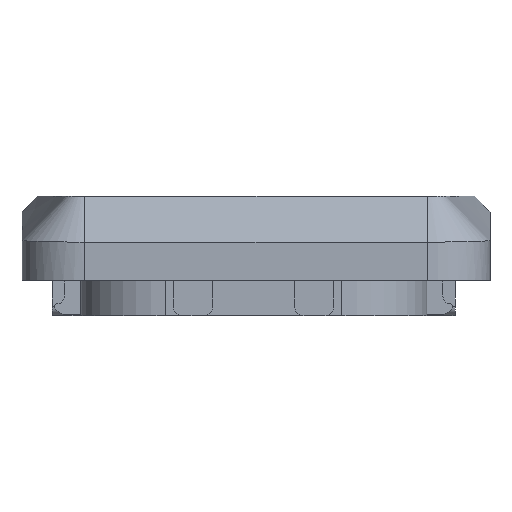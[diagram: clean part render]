
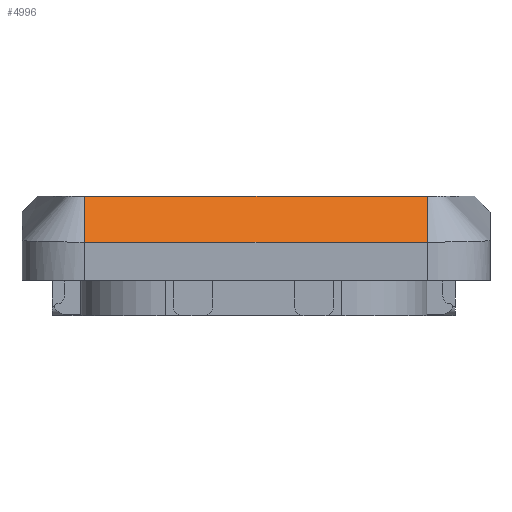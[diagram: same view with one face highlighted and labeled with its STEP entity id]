
A CAD part, front view. The second image highlights one B-rep face of the part: STEP entity #4996.
In plain terms, the highlighted cylindrical face has radius 1082.17 mm (diameter 2164.34 mm), a partial arc.
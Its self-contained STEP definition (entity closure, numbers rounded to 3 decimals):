
#41 = CARTESIAN_POINT ( 'NONE',  ( 1194.8, -64.469, -318.81 ) ) ;
#63 = CARTESIAN_POINT ( 'NONE',  ( 1194.8, -64.469, -318.81 ) ) ;
#107 = CARTESIAN_POINT ( 'NONE',  ( 1202.042, -64.469, -318.913 ) ) ;
#116 = EDGE_CURVE ( 'NONE', #2711, #2026, #6541, .T. ) ;
#125 = CARTESIAN_POINT ( 'NONE',  ( 1202.042, -61.443, -315.887 ) ) ;
#166 = B_SPLINE_CURVE_WITH_KNOTS ( 'NONE', 3,
 ( #63, #107, #3867, #1374 ),
 .UNSPECIFIED., .F., .F.,
 ( 4, 4 ),
 ( 0., 21.73 ),
 .UNSPECIFIED. ) ;
#977 = CARTESIAN_POINT ( 'NONE',  ( 1194.8, -61.546, -315.887 ) ) ;
#1090 = B_SPLINE_CURVE_WITH_KNOTS ( 'NONE', 1,
 ( #3186, #6267 ),
 .UNSPECIFIED., .F., .F.,
 ( 2, 2 ),
 ( 0., 4.279 ),
 .UNSPECIFIED. ) ;
#1142 = DIRECTION ( 'NONE',  ( 1., 0., 0. ) ) ;
#1337 = CARTESIAN_POINT ( 'NONE',  ( 1216.529, -61.546, -315.887 ) ) ;
#1374 = CARTESIAN_POINT ( 'NONE',  ( 1216.529, -64.469, -318.81 ) ) ;
#1598 = ORIENTED_EDGE ( 'NONE', *, *, #7842, .T. ) ;
#1666 = CARTESIAN_POINT ( 'NONE',  ( 1216.529, -64.469, -318.81 ) ) ;
#1781 = ORIENTED_EDGE ( 'NONE', *, *, #2286, .T. ) ;
#1842 = EDGE_CURVE ( 'NONE', #2026, #3044, #2803, .T. ) ;
#2013 = CARTESIAN_POINT ( 'NONE',  ( 1209.287, -61.443, -315.887 ) ) ;
#2026 = VERTEX_POINT ( 'NONE', #1337 ) ;
#2286 = EDGE_CURVE ( 'NONE', #2711, #5137, #1090, .T. ) ;
#2711 = VERTEX_POINT ( 'NONE', #977 ) ;
#2803 = B_SPLINE_CURVE_WITH_KNOTS ( 'NONE', 1,
 ( #5363, #4757 ),
 .UNSPECIFIED., .F., .F.,
 ( 2, 2 ),
 ( 0., 4.239 ),
 .UNSPECIFIED. ) ;
#3044 = VERTEX_POINT ( 'NONE', #1666 ) ;
#3186 = CARTESIAN_POINT ( 'NONE',  ( 1194.8, -61.546, -315.887 ) ) ;
#3194 = AXIS2_PLACEMENT_3D ( 'NONE', #4902, #7377, #1142 ) ;
#3303 = CARTESIAN_POINT ( 'NONE',  ( 1194.8, -61.546, -315.887 ) ) ;
#3867 = CARTESIAN_POINT ( 'NONE',  ( 1209.287, -64.469, -318.913 ) ) ;
#4692 = EDGE_LOOP ( 'NONE', ( #1598, #5280, #8090, #1781 ) ) ;
#4757 = CARTESIAN_POINT ( 'NONE',  ( 1216.529, -64.469, -318.81 ) ) ;
#4902 = CARTESIAN_POINT ( 'NONE',  ( 1205.664, -828.178, 447.822 ) ) ;
#4996 = ADVANCED_FACE ( 'NONE', ( #7956 ), #7259, .F. ) ;
#5137 = VERTEX_POINT ( 'NONE', #41 ) ;
#5280 = ORIENTED_EDGE ( 'NONE', *, *, #1842, .F. ) ;
#5363 = CARTESIAN_POINT ( 'NONE',  ( 1216.529, -61.546, -315.887 ) ) ;
#5867 = CARTESIAN_POINT ( 'NONE',  ( 1216.529, -61.546, -315.887 ) ) ;
#6267 = CARTESIAN_POINT ( 'NONE',  ( 1194.8, -64.469, -318.81 ) ) ;
#6541 = B_SPLINE_CURVE_WITH_KNOTS ( 'NONE', 3,
 ( #3303, #125, #2013, #5867 ),
 .UNSPECIFIED., .F., .F.,
 ( 4, 4 ),
 ( 0., 21.73 ),
 .UNSPECIFIED. ) ;
#7259 = CYLINDRICAL_SURFACE ( 'NONE', #3194, 1082.17 ) ;
#7377 = DIRECTION ( 'NONE',  ( 0., -0.707, -0.707 ) ) ;
#7842 = EDGE_CURVE ( 'NONE', #5137, #3044, #166, .T. ) ;
#7956 = FACE_OUTER_BOUND ( 'NONE', #4692, .T. ) ;
#8090 = ORIENTED_EDGE ( 'NONE', *, *, #116, .F. ) ;
